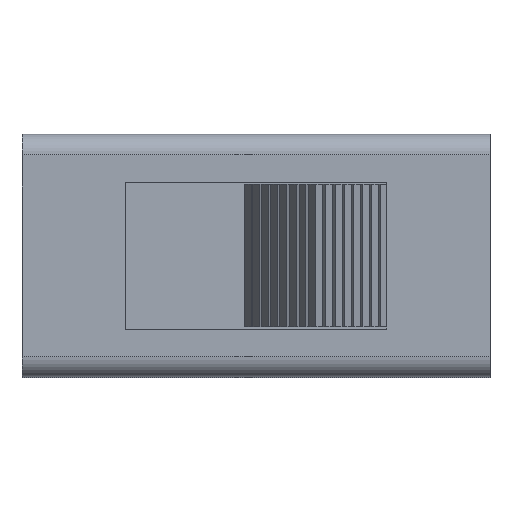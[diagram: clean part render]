
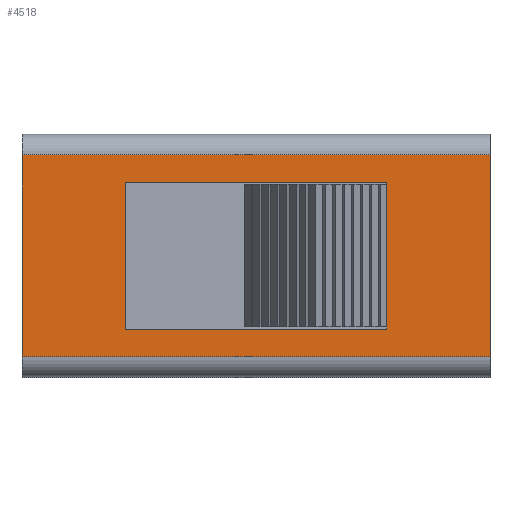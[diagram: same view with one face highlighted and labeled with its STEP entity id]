
A CAD part, top view. The second image highlights one B-rep face of the part: STEP entity #4518.
In plain terms, the highlighted planar face has unit normal (0, 0, 1).
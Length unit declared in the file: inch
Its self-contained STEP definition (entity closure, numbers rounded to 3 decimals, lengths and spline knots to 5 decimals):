
#2088=CARTESIAN_POINT('',(0.13976,0.07598,0.25));
#2089=VERTEX_POINT('',#2088);
#2090=CARTESIAN_POINT('',(0.13976,-0.07598,0.25));
#2091=VERTEX_POINT('',#2090);
#2092=CARTESIAN_POINT('',(0.13976,0.07598,0.25));
#2093=DIRECTION('',(0.0,-1.0,0.0));
#2094=VECTOR('',#2093,0.15197);
#2095=LINE('',#2092,#2094);
#2096=EDGE_CURVE('',#2089,#2091,#2095,.T.);
#3685=CARTESIAN_POINT('',(0.13976,0.07874,0.25));
#3686=VERTEX_POINT('',#3685);
#3687=CARTESIAN_POINT('',(0.13976,0.07874,0.25));
#3688=DIRECTION('',(0.0,-1.0,0.0));
#3689=VECTOR('',#3688,0.00276);
#3690=LINE('',#3687,#3689);
#3691=EDGE_CURVE('',#3686,#2089,#3690,.T.);
#4417=CARTESIAN_POINT('',(0.25,0.10787,0.25));
#4418=VERTEX_POINT('',#4417);
#4436=CARTESIAN_POINT('',(-0.25,0.10787,0.25));
#4437=VERTEX_POINT('',#4436);
#4445=CARTESIAN_POINT('',(-0.25,0.10787,0.25));
#4446=DIRECTION('',(1.0,0.0,0.0));
#4447=VECTOR('',#4446,0.5);
#4448=LINE('',#4445,#4447);
#4449=EDGE_CURVE('',#4437,#4418,#4448,.T.);
#4454=CARTESIAN_POINT('',(-0.275,-0.11866,0.25));
#4455=DIRECTION('',(0.0,0.0,1.0));
#4456=DIRECTION('',(1.0,0.0,0.0));
#4457=AXIS2_PLACEMENT_3D('',#4454,#4455,#4456);
#4458=PLANE('',#4457);
#4459=ORIENTED_EDGE('',*,*,#4449,.F.);
#4460=CARTESIAN_POINT('',(-0.25,-0.10787,0.25));
#4461=VERTEX_POINT('',#4460);
#4462=CARTESIAN_POINT('',(-0.25,-0.10787,0.25));
#4463=DIRECTION('',(0.0,1.0,0.0));
#4464=VECTOR('',#4463,0.21575);
#4465=LINE('',#4462,#4464);
#4466=EDGE_CURVE('',#4461,#4437,#4465,.T.);
#4467=ORIENTED_EDGE('',*,*,#4466,.F.);
#4468=CARTESIAN_POINT('',(0.25,-0.10787,0.25));
#4469=VERTEX_POINT('',#4468);
#4470=CARTESIAN_POINT('',(0.25,-0.10787,0.25));
#4471=DIRECTION('',(-1.0,0.0,0.0));
#4472=VECTOR('',#4471,0.5);
#4473=LINE('',#4470,#4472);
#4474=EDGE_CURVE('',#4469,#4461,#4473,.T.);
#4475=ORIENTED_EDGE('',*,*,#4474,.F.);
#4476=CARTESIAN_POINT('',(0.25,0.10787,0.25));
#4477=DIRECTION('',(0.0,-1.0,0.0));
#4478=VECTOR('',#4477,0.21575);
#4479=LINE('',#4476,#4478);
#4480=EDGE_CURVE('',#4418,#4469,#4479,.T.);
#4481=ORIENTED_EDGE('',*,*,#4480,.F.);
#4482=EDGE_LOOP('',(#4459,#4467,#4475,#4481));
#4483=FACE_OUTER_BOUND('',#4482,.T.);
#4484=ORIENTED_EDGE('',*,*,#3691,.T.);
#4485=ORIENTED_EDGE('',*,*,#2096,.T.);
#4486=CARTESIAN_POINT('',(0.13976,-0.07874,0.25));
#4487=VERTEX_POINT('',#4486);
#4488=CARTESIAN_POINT('',(0.13976,-0.07598,0.25));
#4489=DIRECTION('',(0.0,-1.0,0.0));
#4490=VECTOR('',#4489,0.00276);
#4491=LINE('',#4488,#4490);
#4492=EDGE_CURVE('',#2091,#4487,#4491,.T.);
#4493=ORIENTED_EDGE('',*,*,#4492,.T.);
#4494=CARTESIAN_POINT('',(-0.13976,-0.07874,0.25));
#4495=VERTEX_POINT('',#4494);
#4496=CARTESIAN_POINT('',(0.13976,-0.07874,0.25));
#4497=DIRECTION('',(-1.0,0.0,0.0));
#4498=VECTOR('',#4497,0.27953);
#4499=LINE('',#4496,#4498);
#4500=EDGE_CURVE('',#4487,#4495,#4499,.T.);
#4501=ORIENTED_EDGE('',*,*,#4500,.T.);
#4502=CARTESIAN_POINT('',(-0.13976,0.07874,0.25));
#4503=VERTEX_POINT('',#4502);
#4504=CARTESIAN_POINT('',(-0.13976,-0.07874,0.25));
#4505=DIRECTION('',(0.0,1.0,0.0));
#4506=VECTOR('',#4505,0.15748);
#4507=LINE('',#4504,#4506);
#4508=EDGE_CURVE('',#4495,#4503,#4507,.T.);
#4509=ORIENTED_EDGE('',*,*,#4508,.T.);
#4510=CARTESIAN_POINT('',(-0.13976,0.07874,0.25));
#4511=DIRECTION('',(1.0,0.0,0.0));
#4512=VECTOR('',#4511,0.27953);
#4513=LINE('',#4510,#4512);
#4514=EDGE_CURVE('',#4503,#3686,#4513,.T.);
#4515=ORIENTED_EDGE('',*,*,#4514,.T.);
#4516=EDGE_LOOP('',(#4484,#4485,#4493,#4501,#4509,#4515));
#4517=FACE_BOUND('',#4516,.T.);
#4518=ADVANCED_FACE('',(#4483,#4517),#4458,.T.);
